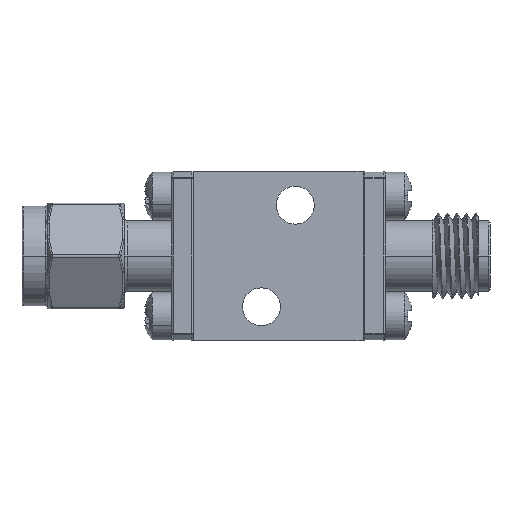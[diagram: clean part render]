
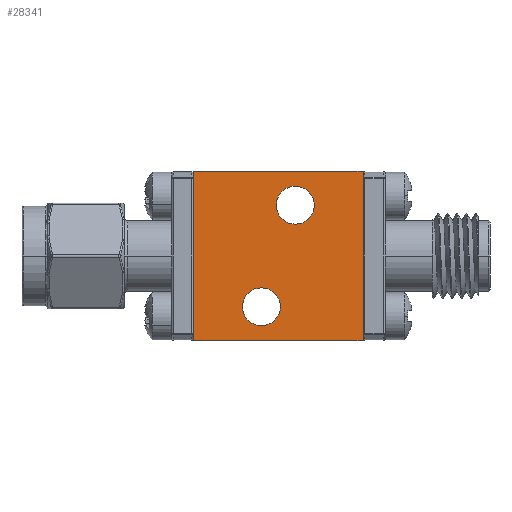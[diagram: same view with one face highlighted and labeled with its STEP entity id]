
A CAD part, front view. The second image highlights one B-rep face of the part: STEP entity #28341.
In plain terms, the highlighted planar face has unit normal (0, -1, 0).
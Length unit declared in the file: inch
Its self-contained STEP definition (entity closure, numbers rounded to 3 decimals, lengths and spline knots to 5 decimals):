
#488 = DIRECTION ( 'NONE',  ( 1., 0., 0. ) ) ;
#1088 = CARTESIAN_POINT ( 'NONE',  ( 0.25, 0., -0.25 ) ) ;
#1954 = DIRECTION ( 'NONE',  ( 1., 0., 0. ) ) ;
#2205 = LINE ( 'NONE', #13060, #8660 ) ;
#2448 = LINE ( 'NONE', #14530, #16240 ) ;
#2586 = ORIENTED_EDGE ( 'NONE', *, *, #33691, .F. ) ;
#2628 = DIRECTION ( 'NONE',  ( 0., 1., 0. ) ) ;
#4528 = DIRECTION ( 'NONE',  ( 0., 1., 0. ) ) ;
#4633 = EDGE_CURVE ( 'NONE', #24581, #7339, #29043, .T. ) ;
#4670 = EDGE_CURVE ( 'NONE', #7339, #24581, #29926, .T. ) ;
#5112 = FACE_OUTER_BOUND ( 'NONE', #8734, .T. ) ;
#6054 = CARTESIAN_POINT ( 'NONE',  ( -0.25, 0., 0.25 ) ) ;
#6412 = ORIENTED_EDGE ( 'NONE', *, *, #30617, .F. ) ;
#6545 = CARTESIAN_POINT ( 'NONE',  ( -0.25, 0., 0.25 ) ) ;
#6856 = ORIENTED_EDGE ( 'NONE', *, *, #29104, .F. ) ;
#7339 = VERTEX_POINT ( 'NONE', #34325 ) ;
#7409 = AXIS2_PLACEMENT_3D ( 'NONE', #19151, #2628, #21944 ) ;
#7579 = CARTESIAN_POINT ( 'NONE',  ( -0.25, 0., 0.25 ) ) ;
#8658 = EDGE_LOOP ( 'NONE', ( #9156, #15176 ) ) ;
#8660 = VECTOR ( 'NONE', #35226, 39.37008 ) ;
#8734 = EDGE_LOOP ( 'NONE', ( #6856, #2586, #6412, #26239 ) ) ;
#9136 = VERTEX_POINT ( 'NONE', #7579 ) ;
#9156 = ORIENTED_EDGE ( 'NONE', *, *, #4633, .T. ) ;
#10242 = CARTESIAN_POINT ( 'NONE',  ( -0.006, 0., 0.15 ) ) ;
#10467 = EDGE_LOOP ( 'NONE', ( #21291, #19622 ) ) ;
#11104 = AXIS2_PLACEMENT_3D ( 'NONE', #33079, #16489, #35875 ) ;
#11645 = DIRECTION ( 'NONE',  ( 0., -1., 0. ) ) ;
#12352 = VERTEX_POINT ( 'NONE', #32084 ) ;
#12440 = FACE_BOUND ( 'NONE', #8658, .T. ) ;
#12473 = AXIS2_PLACEMENT_3D ( 'NONE', #28253, #11645, #31072 ) ;
#13060 = CARTESIAN_POINT ( 'NONE',  ( -0.25, 0., -0.25 ) ) ;
#13459 = EDGE_CURVE ( 'NONE', #23145, #12352, #35662, .T. ) ;
#14530 = CARTESIAN_POINT ( 'NONE',  ( 0.25, 0., 0.25 ) ) ;
#14964 = DIRECTION ( 'NONE',  ( 0., 0., 1. ) ) ;
#15176 = ORIENTED_EDGE ( 'NONE', *, *, #4670, .T. ) ;
#15559 = CIRCLE ( 'NONE', #17027, 0.056 ) ;
#16240 = VECTOR ( 'NONE', #31042, 39.37008 ) ;
#16263 = CARTESIAN_POINT ( 'NONE',  ( 0.006, 0., -0.15 ) ) ;
#16489 = DIRECTION ( 'NONE',  ( 0., 1., 0. ) ) ;
#17027 = AXIS2_PLACEMENT_3D ( 'NONE', #35069, #18487, #1954 ) ;
#17125 = PLANE ( 'NONE',  #12473 ) ;
#18090 = CARTESIAN_POINT ( 'NONE',  ( -0.25, 0., -0.25 ) ) ;
#18487 = DIRECTION ( 'NONE',  ( 0., 1., 0. ) ) ;
#18940 = FACE_BOUND ( 'NONE', #10467, .T. ) ;
#19151 = CARTESIAN_POINT ( 'NONE',  ( -0.05, 0., -0.15 ) ) ;
#19523 = LINE ( 'NONE', #6545, #26007 ) ;
#19622 = ORIENTED_EDGE ( 'NONE', *, *, #13459, .T. ) ;
#21071 = CARTESIAN_POINT ( 'NONE',  ( 0.05, 0., 0.15 ) ) ;
#21291 = ORIENTED_EDGE ( 'NONE', *, *, #25070, .T. ) ;
#21310 = EDGE_CURVE ( 'NONE', #33835, #34885, #2205, .T. ) ;
#21944 = DIRECTION ( 'NONE',  ( 1., 0., 0. ) ) ;
#23080 = LINE ( 'NONE', #6054, #29537 ) ;
#23145 = VERTEX_POINT ( 'NONE', #10242 ) ;
#23394 = VERTEX_POINT ( 'NONE', #25226 ) ;
#23865 = DIRECTION ( 'NONE',  ( 1., 0., 0. ) ) ;
#24581 = VERTEX_POINT ( 'NONE', #16263 ) ;
#25070 = EDGE_CURVE ( 'NONE', #12352, #23145, #15559, .T. ) ;
#25226 = CARTESIAN_POINT ( 'NONE',  ( 0.25, 0., 0.25 ) ) ;
#26007 = VECTOR ( 'NONE', #14964, 39.37008 ) ;
#26239 = ORIENTED_EDGE ( 'NONE', *, *, #21310, .F. ) ;
#28253 = CARTESIAN_POINT ( 'NONE',  ( 0., 0., 0. ) ) ;
#28341 = ADVANCED_FACE ( 'NONE', ( #12440, #18940, #5112 ), #17125, .T. ) ;
#28724 = AXIS2_PLACEMENT_3D ( 'NONE', #21071, #4528, #23865 ) ;
#29043 = CIRCLE ( 'NONE', #7409, 0.056 ) ;
#29104 = EDGE_CURVE ( 'NONE', #23394, #33835, #2448, .T. ) ;
#29537 = VECTOR ( 'NONE', #488, 39.37008 ) ;
#29926 = CIRCLE ( 'NONE', #11104, 0.056 ) ;
#30617 = EDGE_CURVE ( 'NONE', #34885, #9136, #19523, .T. ) ;
#31042 = DIRECTION ( 'NONE',  ( 0., 0., -1. ) ) ;
#31072 = DIRECTION ( 'NONE',  ( -1., 0., 0. ) ) ;
#32084 = CARTESIAN_POINT ( 'NONE',  ( 0.106, 0., 0.15 ) ) ;
#33079 = CARTESIAN_POINT ( 'NONE',  ( -0.05, 0., -0.15 ) ) ;
#33691 = EDGE_CURVE ( 'NONE', #9136, #23394, #23080, .T. ) ;
#33835 = VERTEX_POINT ( 'NONE', #1088 ) ;
#34325 = CARTESIAN_POINT ( 'NONE',  ( -0.106, 0., -0.15 ) ) ;
#34885 = VERTEX_POINT ( 'NONE', #18090 ) ;
#35069 = CARTESIAN_POINT ( 'NONE',  ( 0.05, 0., 0.15 ) ) ;
#35226 = DIRECTION ( 'NONE',  ( -1., 0., 0. ) ) ;
#35662 = CIRCLE ( 'NONE', #28724, 0.056 ) ;
#35875 = DIRECTION ( 'NONE',  ( 1., 0., 0. ) ) ;
